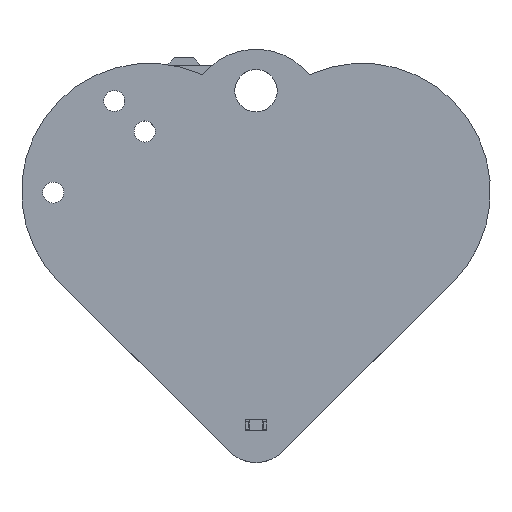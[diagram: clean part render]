
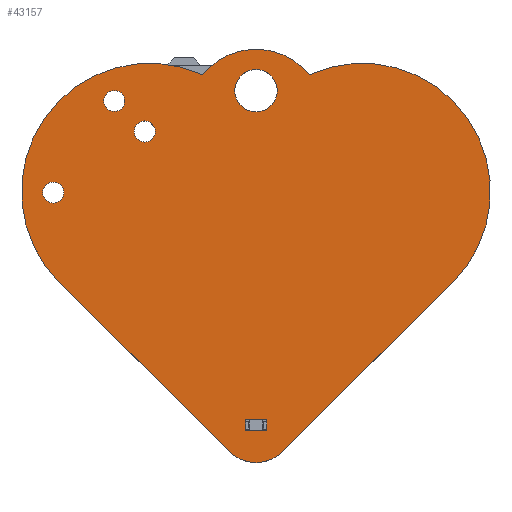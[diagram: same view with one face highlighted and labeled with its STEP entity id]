
A CAD part, top view. The second image highlights one B-rep face of the part: STEP entity #43157.
In plain terms, the highlighted planar face has unit normal (0, 0, 1).
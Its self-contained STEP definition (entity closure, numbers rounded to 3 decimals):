
#42978 = VERTEX_POINT('',#42979);
#42979 = CARTESIAN_POINT('',(70.,-30.5,0.8));
#42985 = EDGE_CURVE('',#42978,#42986,#42988,.T.);
#42986 = VERTEX_POINT('',#42987);
#42987 = CARTESIAN_POINT('',(75.,-30.5,0.8));
#42988 = CIRCLE('',#42989,3.202);
#42989 = AXIS2_PLACEMENT_3D('',#42990,#42991,#42992);
#42990 = CARTESIAN_POINT('',(72.5,-32.5,0.8));
#42991 = DIRECTION('',(0.,0.,-1.));
#42992 = DIRECTION('',(-0.781,0.625,0.));
#43020 = VERTEX_POINT('',#43021);
#43021 = CARTESIAN_POINT('',(63.228,-40.272,0.8));
#43027 = EDGE_CURVE('',#43020,#42978,#43028,.T.);
#43028 = CIRCLE('',#43029,6.042);
#43029 = AXIS2_PLACEMENT_3D('',#43030,#43031,#43032);
#43030 = CARTESIAN_POINT('',(67.5,-36.,0.8));
#43031 = DIRECTION('',(0.,0.,-1.));
#43032 = DIRECTION('',(-0.707,-0.707,-0.));
#43051 = EDGE_CURVE('',#42986,#43052,#43054,.T.);
#43052 = VERTEX_POINT('',#43053);
#43053 = CARTESIAN_POINT('',(81.772,-40.272,0.8));
#43054 = CIRCLE('',#43055,6.042);
#43055 = AXIS2_PLACEMENT_3D('',#43056,#43057,#43058);
#43056 = CARTESIAN_POINT('',(77.5,-36.,0.8));
#43057 = DIRECTION('',(0.,0.,-1.));
#43058 = DIRECTION('',(-0.414,0.91,-0.));
#43157 = ADVANCED_FACE('',(#43158,#43186,#43197,#43208,#43219),#43230,
  .T.);
#43158 = FACE_BOUND('',#43159,.T.);
#43159 = EDGE_LOOP('',(#43160,#43161,#43162,#43170,#43179,#43185));
#43160 = ORIENTED_EDGE('',*,*,#42985,.F.);
#43161 = ORIENTED_EDGE('',*,*,#43027,.F.);
#43162 = ORIENTED_EDGE('',*,*,#43163,.F.);
#43163 = EDGE_CURVE('',#43164,#43020,#43166,.T.);
#43164 = VERTEX_POINT('',#43165);
#43165 = CARTESIAN_POINT('',(71.25,-48.25,0.8));
#43166 = LINE('',#43167,#43168);
#43167 = CARTESIAN_POINT('',(71.25,-48.25,0.8));
#43168 = VECTOR('',#43169,1.);
#43169 = DIRECTION('',(-0.709,0.705,0.));
#43170 = ORIENTED_EDGE('',*,*,#43171,.F.);
#43171 = EDGE_CURVE('',#43172,#43164,#43174,.T.);
#43172 = VERTEX_POINT('',#43173);
#43173 = CARTESIAN_POINT('',(73.75,-48.25,0.8));
#43174 = CIRCLE('',#43175,1.768);
#43175 = AXIS2_PLACEMENT_3D('',#43176,#43177,#43178);
#43176 = CARTESIAN_POINT('',(72.5,-47.,0.8));
#43177 = DIRECTION('',(-0.,0.,-1.));
#43178 = DIRECTION('',(0.707,-0.707,-0.));
#43179 = ORIENTED_EDGE('',*,*,#43180,.F.);
#43180 = EDGE_CURVE('',#43052,#43172,#43181,.T.);
#43181 = LINE('',#43182,#43183);
#43182 = CARTESIAN_POINT('',(81.772,-40.272,0.8));
#43183 = VECTOR('',#43184,1.);
#43184 = DIRECTION('',(-0.709,-0.705,0.));
#43185 = ORIENTED_EDGE('',*,*,#43051,.F.);
#43186 = FACE_BOUND('',#43187,.T.);
#43187 = EDGE_LOOP('',(#43188));
#43188 = ORIENTED_EDGE('',*,*,#43189,.T.);
#43189 = EDGE_CURVE('',#43190,#43190,#43192,.T.);
#43190 = VERTEX_POINT('',#43191);
#43191 = CARTESIAN_POINT('',(62.954,-36.541,0.8));
#43192 = CIRCLE('',#43193,0.495);
#43193 = AXIS2_PLACEMENT_3D('',#43194,#43195,#43196);
#43194 = CARTESIAN_POINT('',(62.954,-36.046,0.8));
#43195 = DIRECTION('',(-0.,0.,-1.));
#43196 = DIRECTION('',(-0.,-1.,0.));
#43197 = FACE_BOUND('',#43198,.T.);
#43198 = EDGE_LOOP('',(#43199));
#43199 = ORIENTED_EDGE('',*,*,#43200,.T.);
#43200 = EDGE_CURVE('',#43201,#43201,#43203,.T.);
#43201 = VERTEX_POINT('',#43202);
#43202 = CARTESIAN_POINT('',(67.264,-33.668,0.8));
#43203 = CIRCLE('',#43204,0.495);
#43204 = AXIS2_PLACEMENT_3D('',#43205,#43206,#43207);
#43205 = CARTESIAN_POINT('',(67.264,-33.172,0.8));
#43206 = DIRECTION('',(-0.,0.,-1.));
#43207 = DIRECTION('',(-0.,-1.,0.));
#43208 = FACE_BOUND('',#43209,.T.);
#43209 = EDGE_LOOP('',(#43210));
#43210 = ORIENTED_EDGE('',*,*,#43211,.T.);
#43211 = EDGE_CURVE('',#43212,#43212,#43214,.T.);
#43212 = VERTEX_POINT('',#43213);
#43213 = CARTESIAN_POINT('',(65.828,-32.231,0.8));
#43214 = CIRCLE('',#43215,0.495);
#43215 = AXIS2_PLACEMENT_3D('',#43216,#43217,#43218);
#43216 = CARTESIAN_POINT('',(65.828,-31.736,0.8));
#43217 = DIRECTION('',(-0.,0.,-1.));
#43218 = DIRECTION('',(-0.,-1.,0.));
#43219 = FACE_BOUND('',#43220,.T.);
#43220 = EDGE_LOOP('',(#43221));
#43221 = ORIENTED_EDGE('',*,*,#43222,.F.);
#43222 = EDGE_CURVE('',#43223,#43223,#43225,.T.);
#43223 = VERTEX_POINT('',#43224);
#43224 = CARTESIAN_POINT('',(73.5,-31.25,0.8));
#43225 = CIRCLE('',#43226,1.);
#43226 = AXIS2_PLACEMENT_3D('',#43227,#43228,#43229);
#43227 = CARTESIAN_POINT('',(72.5,-31.25,0.8));
#43228 = DIRECTION('',(0.,0.,1.));
#43229 = DIRECTION('',(1.,0.,-0.));
#43230 = PLANE('',#43231);
#43231 = AXIS2_PLACEMENT_3D('',#43232,#43233,#43234);
#43232 = CARTESIAN_POINT('',(0.,0.,0.8));
#43233 = DIRECTION('',(0.,0.,1.));
#43234 = DIRECTION('',(1.,0.,-0.));
